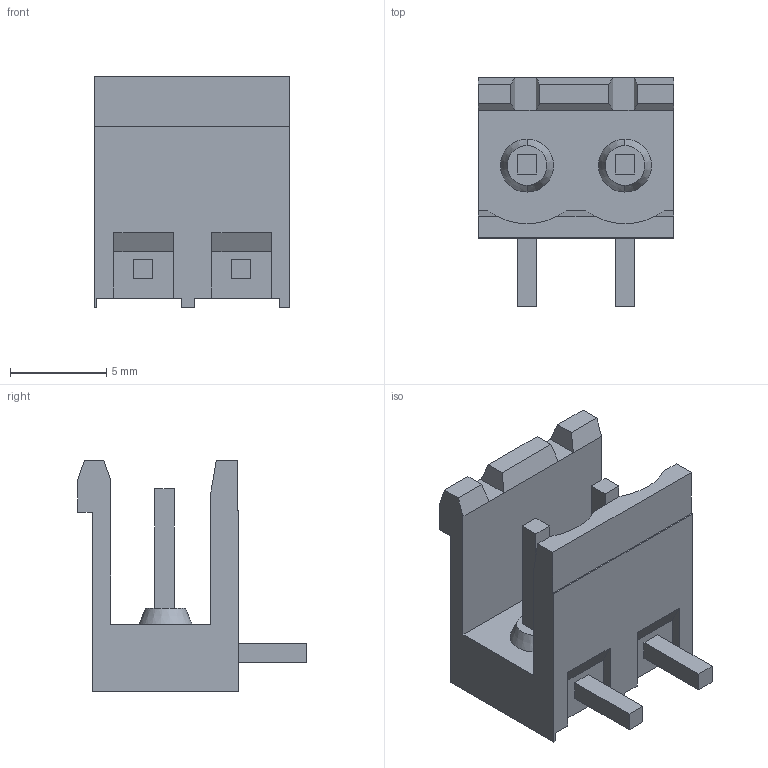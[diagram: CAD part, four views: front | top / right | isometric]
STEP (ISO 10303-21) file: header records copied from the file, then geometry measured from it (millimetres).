
FILE_DESCRIPTION((''),'2;1');
FILE_NAME('C-282815-2','2018-07-02T',('workeradm'),('TE Connectivity Ltd.'),'CREO PARAMETRIC BY PTC INC, 2016050','CREO PARAMETRIC BY PTC INC, 2016050','');
FILE_SCHEMA(('AUTOMOTIVE_DESIGN { 1 0 10303 214 1 1 1 1 }'));
Length unit declared in the file: millimetre
Products named in the file (1): C-282815-2
Bounding box: 10.16 x 11.85 x 12 mm (x, y, z)
Volume: 442.1 mm3; surface area: 781.3 mm2
Topology: 1 solids, 1 shells, 77 faces, 199 edges, 130 vertices
Faces by surface type: plane 71, cone 4, cylinder 2
Entity records: 2345 total; most frequent: CARTESIAN_POINT 416, ORIENTED_EDGE 398, DIRECTION 361, EDGE_CURVE 199, VECTOR 183, LINE 183, VERTEX_POINT 130, AXIS2_PLACEMENT_3D 89
